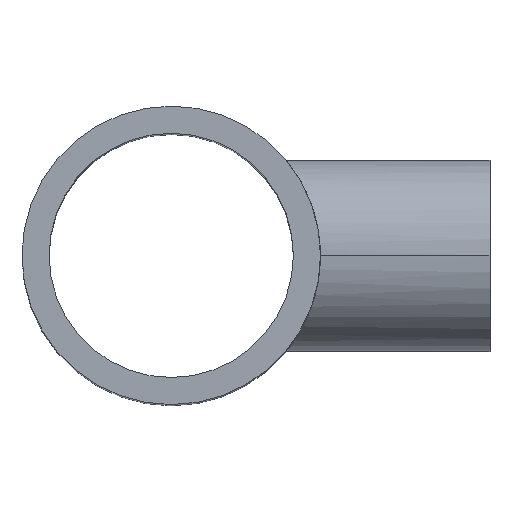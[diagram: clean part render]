
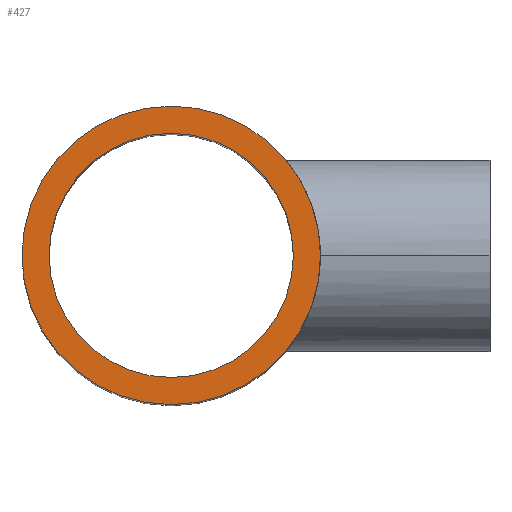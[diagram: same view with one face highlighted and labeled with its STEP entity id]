
A CAD part, top view. The second image highlights one B-rep face of the part: STEP entity #427.
In plain terms, the highlighted planar face has unit normal (0, 0, 1).
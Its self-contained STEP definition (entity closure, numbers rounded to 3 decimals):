
#2 = DIRECTION ( 'NONE',  ( 1., 0., 0. ) ) ;
#8 = CARTESIAN_POINT ( 'NONE',  ( 0., 0., 295. ) ) ;
#12 = AXIS2_PLACEMENT_3D ( 'NONE', #339, #103, #2 ) ;
#36 = ORIENTED_EDGE ( 'NONE', *, *, #685, .T. ) ;
#50 = CIRCLE ( 'NONE', #657, 125. ) ;
#67 = CIRCLE ( 'NONE', #577, 125. ) ;
#83 = FACE_OUTER_BOUND ( 'NONE', #140, .T. ) ;
#103 = DIRECTION ( 'NONE',  ( 0., 0., 1. ) ) ;
#121 = CIRCLE ( 'NONE', #456, 102.3 ) ;
#140 = EDGE_LOOP ( 'NONE', ( #36, #688 ) ) ;
#156 = CARTESIAN_POINT ( 'NONE',  ( -102.3, 0., 295. ) ) ;
#195 = CARTESIAN_POINT ( 'NONE',  ( 0., 0., 295. ) ) ;
#234 = FACE_BOUND ( 'NONE', #548, .T. ) ;
#296 = PLANE ( 'NONE',  #363 ) ;
#300 = CIRCLE ( 'NONE', #12, 102.3 ) ;
#339 = CARTESIAN_POINT ( 'NONE',  ( 0., 0., 295. ) ) ;
#355 = CARTESIAN_POINT ( 'NONE',  ( 102.3, 0., 295. ) ) ;
#363 = AXIS2_PLACEMENT_3D ( 'NONE', #589, #586, #414 ) ;
#398 = DIRECTION ( 'NONE',  ( 1., 0., 0. ) ) ;
#414 = DIRECTION ( 'NONE',  ( 1., 0., 0. ) ) ;
#423 = VERTEX_POINT ( 'NONE', #355 ) ;
#427 = ADVANCED_FACE ( 'NONE', ( #83, #234 ), #296, .T. ) ;
#429 = ORIENTED_EDGE ( 'NONE', *, *, #559, .F. ) ;
#448 = CARTESIAN_POINT ( 'NONE',  ( 0., 0., 295. ) ) ;
#456 = AXIS2_PLACEMENT_3D ( 'NONE', #448, #683, #578 ) ;
#510 = DIRECTION ( 'NONE',  ( 0., 0., 1. ) ) ;
#546 = DIRECTION ( 'NONE',  ( 0., 0., 1. ) ) ;
#548 = EDGE_LOOP ( 'NONE', ( #651, #429 ) ) ;
#550 = CARTESIAN_POINT ( 'NONE',  ( 125., 0., 295. ) ) ;
#559 = EDGE_CURVE ( 'NONE', #423, #608, #300, .T. ) ;
#577 = AXIS2_PLACEMENT_3D ( 'NONE', #195, #546, #610 ) ;
#578 = DIRECTION ( 'NONE',  ( 1., 0., 0. ) ) ;
#586 = DIRECTION ( 'NONE',  ( 0., 0., 1. ) ) ;
#589 = CARTESIAN_POINT ( 'NONE',  ( 0., 0., 295. ) ) ;
#608 = VERTEX_POINT ( 'NONE', #156 ) ;
#610 = DIRECTION ( 'NONE',  ( 1., 0., 0. ) ) ;
#633 = EDGE_CURVE ( 'NONE', #722, #659, #50, .T. ) ;
#640 = EDGE_CURVE ( 'NONE', #608, #423, #121, .T. ) ;
#651 = ORIENTED_EDGE ( 'NONE', *, *, #640, .F. ) ;
#657 = AXIS2_PLACEMENT_3D ( 'NONE', #8, #510, #398 ) ;
#659 = VERTEX_POINT ( 'NONE', #680 ) ;
#680 = CARTESIAN_POINT ( 'NONE',  ( -125., 0., 295. ) ) ;
#683 = DIRECTION ( 'NONE',  ( 0., 0., 1. ) ) ;
#685 = EDGE_CURVE ( 'NONE', #659, #722, #67, .T. ) ;
#688 = ORIENTED_EDGE ( 'NONE', *, *, #633, .T. ) ;
#722 = VERTEX_POINT ( 'NONE', #550 ) ;
